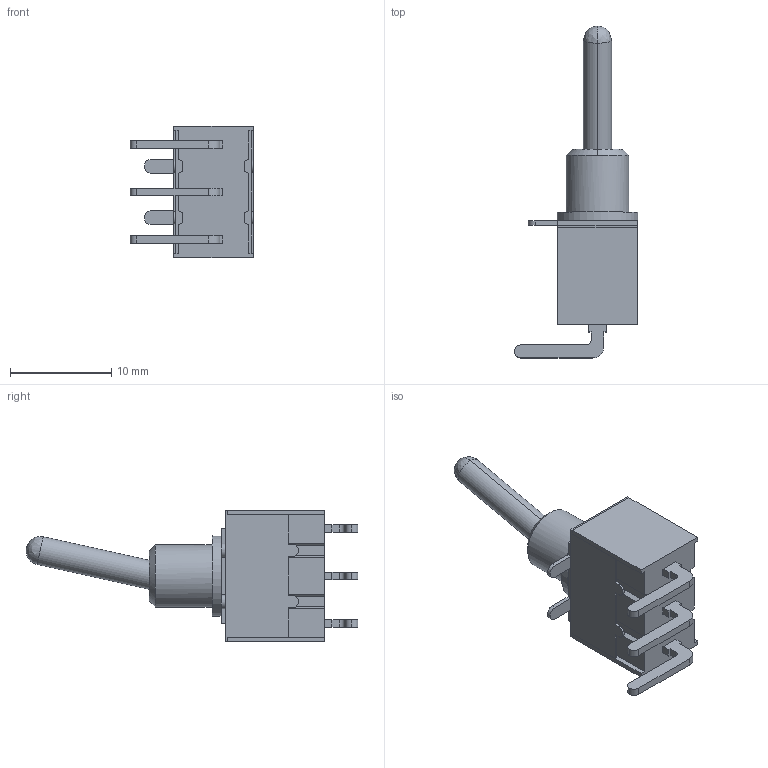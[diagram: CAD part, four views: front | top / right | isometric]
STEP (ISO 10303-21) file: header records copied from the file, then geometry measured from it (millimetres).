
FILE_DESCRIPTION (( 'STEP AP214' ), '1' );
FILE_NAME ('1A25A505-CB44-4CC7-AC75-02C1D13BFD82.STEP', '2008-11-06T19:47:14', ( 'sysAdmin' ), ( 'SolidWorks' ), 'SwSTEP 2.0', 'SolidWorks 2009', '' );
FILE_SCHEMA (( 'AUTOMOTIVE_DESIGN' ));
Length unit declared in the file: millimetre
Products named in the file (1): 1A25A505-CB44-4CC7-AC75-02C1D13BFD82
Bounding box: 12.23 x 32.81 x 13 mm (x, y, z)
Volume: 1202.5 mm3; surface area: 2054.5 mm2
Topology: 6 solids, 6 shells, 160 faces, 427 edges, 283 vertices
Faces by surface type: plane 127, cylinder 29, bspline 2, cone 2
Entity records: 6727 total; most frequent: CARTESIAN_POINT 911, ORIENTED_EDGE 850, DIRECTION 802, EDGE_CURVE 425, VECTOR 358, LINE 358, VERTEX_POINT 283, AXIS2_PLACEMENT_3D 222
